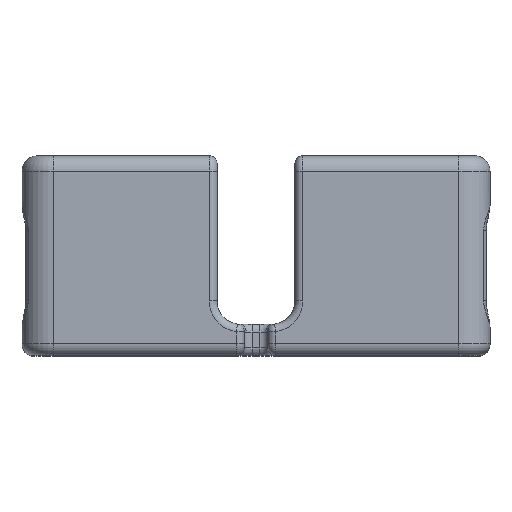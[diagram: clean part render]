
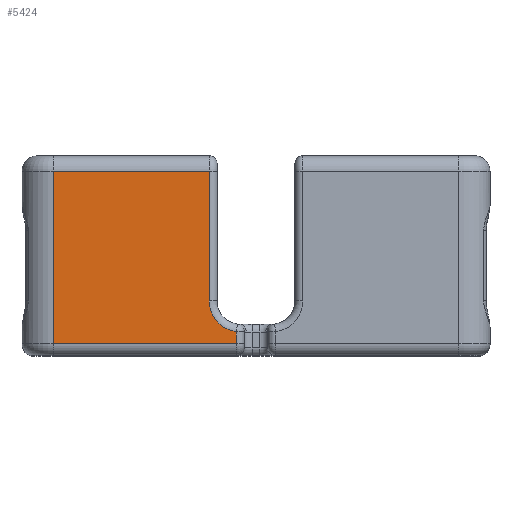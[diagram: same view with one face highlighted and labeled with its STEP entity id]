
A CAD part, top view. The second image highlights one B-rep face of the part: STEP entity #5424.
In plain terms, the highlighted planar face has unit normal (0, 0, 1).
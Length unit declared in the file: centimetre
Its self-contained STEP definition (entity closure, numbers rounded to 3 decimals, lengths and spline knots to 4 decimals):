
#249 = VECTOR ( 'NONE', #8576, 100. ) ;
#260 = CARTESIAN_POINT ( 'NONE',  ( -0.25, 0.3031, 3.25 ) ) ;
#315 = VERTEX_POINT ( 'NONE', #7693 ) ;
#755 = CARTESIAN_POINT ( 'NONE',  ( -3., 2.36, 3.25 ) ) ;
#863 = VECTOR ( 'NONE', #1338, 100. ) ;
#1083 = VERTEX_POINT ( 'NONE', #2089 ) ;
#1338 = DIRECTION ( 'NONE',  ( 0., 1., 0. ) ) ;
#1457 = VECTOR ( 'NONE', #3883, 100. ) ;
#1684 = EDGE_CURVE ( 'NONE', #315, #3806, #6174, .T. ) ;
#1708 = CARTESIAN_POINT ( 'NONE',  ( -2.6, 0.15, 3.25 ) ) ;
#1791 = VERTEX_POINT ( 'NONE', #7751 ) ;
#2089 = CARTESIAN_POINT ( 'NONE',  ( -0.25, 0.15, 3.25 ) ) ;
#2395 = DIRECTION ( 'NONE',  ( 0., 0., -1. ) ) ;
#2831 = AXIS2_PLACEMENT_3D ( 'NONE', #4003, #5694, #11047 ) ;
#2893 = LINE ( 'NONE', #4098, #249 ) ;
#3006 = ORIENTED_EDGE ( 'NONE', *, *, #1684, .T. ) ;
#3297 = VECTOR ( 'NONE', #7372, 100. ) ;
#3806 = VERTEX_POINT ( 'NONE', #1708 ) ;
#3883 = DIRECTION ( 'NONE',  ( 0., -1., 0. ) ) ;
#3944 = VERTEX_POINT ( 'NONE', #9894 ) ;
#4003 = CARTESIAN_POINT ( 'NONE',  ( -3., 0.4, 3.25 ) ) ;
#4098 = CARTESIAN_POINT ( 'NONE',  ( 2.6, 0.15, 3.25 ) ) ;
#4315 = ORIENTED_EDGE ( 'NONE', *, *, #6661, .T. ) ;
#4489 = LINE ( 'NONE', #5820, #863 ) ;
#4732 = EDGE_CURVE ( 'NONE', #3944, #315, #8243, .T. ) ;
#4925 = ORIENTED_EDGE ( 'NONE', *, *, #9127, .T. ) ;
#4933 = VECTOR ( 'NONE', #6222, 100. ) ;
#5045 = CIRCLE ( 'NONE', #10846, 0.4 ) ;
#5318 = ORIENTED_EDGE ( 'NONE', *, *, #8147, .T. ) ;
#5424 = ADVANCED_FACE ( 'NONE', ( #9345 ), #10014, .F. ) ;
#5694 = DIRECTION ( 'NONE',  ( 0., 0., -1. ) ) ;
#5820 = CARTESIAN_POINT ( 'NONE',  ( -0.6, 2.36, 3.25 ) ) ;
#6174 = LINE ( 'NONE', #7481, #1457 ) ;
#6222 = DIRECTION ( 'NONE',  ( -1., 0., 0. ) ) ;
#6229 = EDGE_CURVE ( 'NONE', #7969, #1791, #5045, .T. ) ;
#6661 = EDGE_CURVE ( 'NONE', #1791, #3944, #4489, .T. ) ;
#6842 = DIRECTION ( 'NONE',  ( -1., 0., 0. ) ) ;
#7056 = LINE ( 'NONE', #7483, #3297 ) ;
#7220 = ORIENTED_EDGE ( 'NONE', *, *, #4732, .T. ) ;
#7372 = DIRECTION ( 'NONE',  ( 0., 1., 0. ) ) ;
#7481 = CARTESIAN_POINT ( 'NONE',  ( -2.6, 0.4, 3.25 ) ) ;
#7483 = CARTESIAN_POINT ( 'NONE',  ( -0.25, 0.4, 3.25 ) ) ;
#7693 = CARTESIAN_POINT ( 'NONE',  ( -2.6, 2.36, 3.25 ) ) ;
#7751 = CARTESIAN_POINT ( 'NONE',  ( -0.6, 0.7, 3.25 ) ) ;
#7969 = VERTEX_POINT ( 'NONE', #260 ) ;
#8147 = EDGE_CURVE ( 'NONE', #3806, #1083, #2893, .T. ) ;
#8243 = LINE ( 'NONE', #755, #4933 ) ;
#8576 = DIRECTION ( 'NONE',  ( 1., 0., 0. ) ) ;
#8616 = CARTESIAN_POINT ( 'NONE',  ( -0.2, 0.7, 3.25 ) ) ;
#9010 = ORIENTED_EDGE ( 'NONE', *, *, #6229, .T. ) ;
#9127 = EDGE_CURVE ( 'NONE', #1083, #7969, #7056, .T. ) ;
#9345 = FACE_OUTER_BOUND ( 'NONE', #10287, .T. ) ;
#9894 = CARTESIAN_POINT ( 'NONE',  ( -0.6, 2.36, 3.25 ) ) ;
#10014 = PLANE ( 'NONE',  #2831 ) ;
#10287 = EDGE_LOOP ( 'NONE', ( #9010, #4315, #7220, #3006, #5318, #4925 ) ) ;
#10846 = AXIS2_PLACEMENT_3D ( 'NONE', #8616, #2395, #6842 ) ;
#11047 = DIRECTION ( 'NONE',  ( -1., 0., 0. ) ) ;
